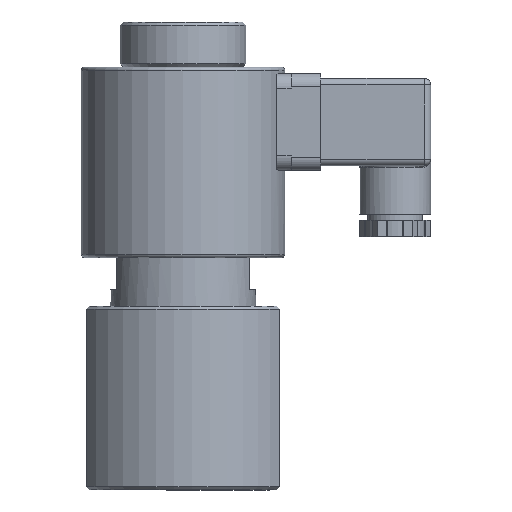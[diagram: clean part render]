
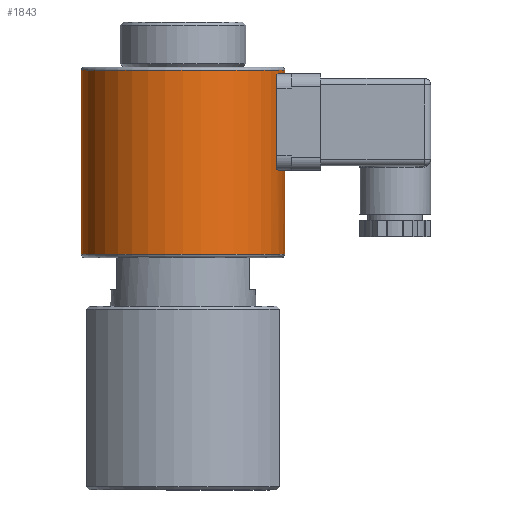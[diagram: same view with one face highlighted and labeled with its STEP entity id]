
A CAD part, left-side view. The second image highlights one B-rep face of the part: STEP entity #1843.
In plain terms, the highlighted cylindrical face has radius 31.5 mm (diameter 63 mm), a full revolution.
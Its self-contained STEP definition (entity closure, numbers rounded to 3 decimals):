
#28=B_SPLINE_CURVE_WITH_KNOTS('',3,(#2992,#2993,#2994,#2995,#2996,#2997),
 .UNSPECIFIED.,.F.,.F.,(4,2,4),(0.52,0.529,0.709),
 .UNSPECIFIED.);
#29=B_SPLINE_CURVE_WITH_KNOTS('',3,(#3010,#3011,#3012,#3013,#3014,#3015),
 .UNSPECIFIED.,.F.,.F.,(4,2,4),(0.692,0.877,0.881),
 .UNSPECIFIED.);
#30=B_SPLINE_CURVE_WITH_KNOTS('',3,(#3027,#3028,#3029,#3030,#3031,#3032),
 .UNSPECIFIED.,.F.,.F.,(4,2,4),(1.921,1.93,2.11),
 .UNSPECIFIED.);
#31=B_SPLINE_CURVE_WITH_KNOTS('',3,(#3045,#3046,#3047,#3048,#3049,#3050),
 .UNSPECIFIED.,.F.,.F.,(4,2,4),(2.093,2.278,2.282),
 .UNSPECIFIED.);
#52=FACE_BOUND('',#283,.T.);
#53=FACE_BOUND('',#284,.T.);
#86=CYLINDRICAL_SURFACE('',#2008,31.5);
#170=FACE_OUTER_BOUND('',#282,.T.);
#282=EDGE_LOOP('',(#1499));
#283=EDGE_LOOP('',(#1500,#1501,#1502,#1503,#1504,#1505,#1506,#1507));
#284=EDGE_LOOP('',(#1508));
#421=LINE('',#3000,#575);
#427=LINE('',#3035,#581);
#575=VECTOR('',#2350,29.25);
#581=VECTOR('',#2370,29.25);
#678=CIRCLE('',#1992,31.5);
#679=CIRCLE('',#1997,31.5);
#685=CIRCLE('',#2009,31.5);
#686=CIRCLE('',#2010,31.5);
#791=VERTEX_POINT('',#2983);
#795=VERTEX_POINT('',#2990);
#796=VERTEX_POINT('',#2999);
#800=VERTEX_POINT('',#3009);
#801=VERTEX_POINT('',#3018);
#805=VERTEX_POINT('',#3025);
#806=VERTEX_POINT('',#3034);
#810=VERTEX_POINT('',#3044);
#834=VERTEX_POINT('',#3128);
#835=VERTEX_POINT('',#3130);
#1007=EDGE_CURVE('',#791,#795,#28,.T.);
#1008=EDGE_CURVE('',#796,#791,#421,.T.);
#1013=EDGE_CURVE('',#800,#796,#29,.T.);
#1019=EDGE_CURVE('',#801,#805,#30,.T.);
#1020=EDGE_CURVE('',#806,#801,#427,.T.);
#1025=EDGE_CURVE('',#810,#806,#31,.T.);
#1048=EDGE_CURVE('',#805,#800,#678,.T.);
#1054=EDGE_CURVE('',#795,#810,#679,.T.);
#1064=EDGE_CURVE('',#834,#834,#685,.T.);
#1065=EDGE_CURVE('',#835,#835,#686,.T.);
#1499=ORIENTED_EDGE('',*,*,#1064,.T.);
#1500=ORIENTED_EDGE('',*,*,#1007,.T.);
#1501=ORIENTED_EDGE('',*,*,#1054,.T.);
#1502=ORIENTED_EDGE('',*,*,#1025,.T.);
#1503=ORIENTED_EDGE('',*,*,#1020,.T.);
#1504=ORIENTED_EDGE('',*,*,#1019,.T.);
#1505=ORIENTED_EDGE('',*,*,#1048,.T.);
#1506=ORIENTED_EDGE('',*,*,#1013,.T.);
#1507=ORIENTED_EDGE('',*,*,#1008,.T.);
#1508=ORIENTED_EDGE('',*,*,#1065,.F.);
#1843=ADVANCED_FACE('',(#170,#52,#53),#86,.T.);
#1992=AXIS2_PLACEMENT_3D('',#3095,#2421,#2422);
#1997=AXIS2_PLACEMENT_3D('',#3105,#2436,#2437);
#2008=AXIS2_PLACEMENT_3D('',#3127,#2462,#2463);
#2009=AXIS2_PLACEMENT_3D('',#3129,#2464,#2465);
#2010=AXIS2_PLACEMENT_3D('',#3131,#2466,#2467);
#2350=DIRECTION('',(0.,0.,-1.));
#2370=DIRECTION('',(0.,0.,1.));
#2421=DIRECTION('center_axis',(0.,0.,
1.));
#2422=DIRECTION('ref_axis',(0.,-1.,0.));
#2436=DIRECTION('center_axis',(0.,0.,
-1.));
#2437=DIRECTION('ref_axis',(0.,-1.,0.));
#2462=DIRECTION('center_axis',(0.,0.,
-1.));
#2463=DIRECTION('ref_axis',(0.,-1.,0.));
#2464=DIRECTION('center_axis',(0.,0.,
-1.));
#2465=DIRECTION('ref_axis',(0.,-1.,0.));
#2466=DIRECTION('center_axis',(0.,0.,
-1.));
#2467=DIRECTION('ref_axis',(0.,-1.,0.));
#2983=CARTESIAN_POINT('',(12.298,-29.,86.375));
#2990=CARTESIAN_POINT('',(10.5,-29.698,86.));
#2992=CARTESIAN_POINT('Ctrl Pts',(12.298,-29.,86.375));
#2993=CARTESIAN_POINT('Ctrl Pts',(12.273,-29.011,86.364));
#2994=CARTESIAN_POINT('Ctrl Pts',(12.247,-29.022,86.353));
#2995=CARTESIAN_POINT('Ctrl Pts',(11.668,-29.265,86.113));
#2996=CARTESIAN_POINT('Ctrl Pts',(11.068,-29.498,86.));
#2997=CARTESIAN_POINT('Ctrl Pts',(10.5,-29.698,86.));
#2999=CARTESIAN_POINT('',(12.298,-29.,115.625));
#3000=CARTESIAN_POINT('',(12.298,-29.,88.5));
#3009=CARTESIAN_POINT('',(10.5,-29.698,116.));
#3010=CARTESIAN_POINT('Ctrl Pts',(10.5,-29.698,116.));
#3011=CARTESIAN_POINT('Ctrl Pts',(11.08,-29.493,116.));
#3012=CARTESIAN_POINT('Ctrl Pts',(11.694,-29.255,115.882));
#3013=CARTESIAN_POINT('Ctrl Pts',(12.27,-29.012,115.637));
#3014=CARTESIAN_POINT('Ctrl Pts',(12.284,-29.006,115.631));
#3015=CARTESIAN_POINT('Ctrl Pts',(12.298,-29.,115.625));
#3018=CARTESIAN_POINT('',(-12.298,-29.,115.625));
#3025=CARTESIAN_POINT('',(-10.5,-29.698,116.));
#3027=CARTESIAN_POINT('Ctrl Pts',(-12.298,-29.,115.625));
#3028=CARTESIAN_POINT('Ctrl Pts',(-12.273,-29.011,115.636));
#3029=CARTESIAN_POINT('Ctrl Pts',(-12.247,-29.022,115.647));
#3030=CARTESIAN_POINT('Ctrl Pts',(-11.668,-29.265,115.887));
#3031=CARTESIAN_POINT('Ctrl Pts',(-11.068,-29.498,116.));
#3032=CARTESIAN_POINT('Ctrl Pts',(-10.5,-29.698,116.));
#3034=CARTESIAN_POINT('',(-12.298,-29.,86.375));
#3035=CARTESIAN_POINT('',(-12.298,-29.,88.5));
#3044=CARTESIAN_POINT('',(-10.5,-29.698,86.));
#3045=CARTESIAN_POINT('Ctrl Pts',(-10.5,-29.698,86.));
#3046=CARTESIAN_POINT('Ctrl Pts',(-11.08,-29.493,86.));
#3047=CARTESIAN_POINT('Ctrl Pts',(-11.694,-29.255,86.118));
#3048=CARTESIAN_POINT('Ctrl Pts',(-12.27,-29.012,86.363));
#3049=CARTESIAN_POINT('Ctrl Pts',(-12.284,-29.006,86.369));
#3050=CARTESIAN_POINT('Ctrl Pts',(-12.298,-29.,86.375));
#3095=CARTESIAN_POINT('Origin',(0.,0.,
116.));
#3105=CARTESIAN_POINT('Origin',(0.,0.,
86.));
#3127=CARTESIAN_POINT('Origin',(0.,0.,
88.5));
#3128=CARTESIAN_POINT('',(0.,-31.5,117.));
#3129=CARTESIAN_POINT('Origin',(0.,0.,
117.));
#3130=CARTESIAN_POINT('',(0.,-31.5,60.));
#3131=CARTESIAN_POINT('Origin',(0.,0.,
60.));
